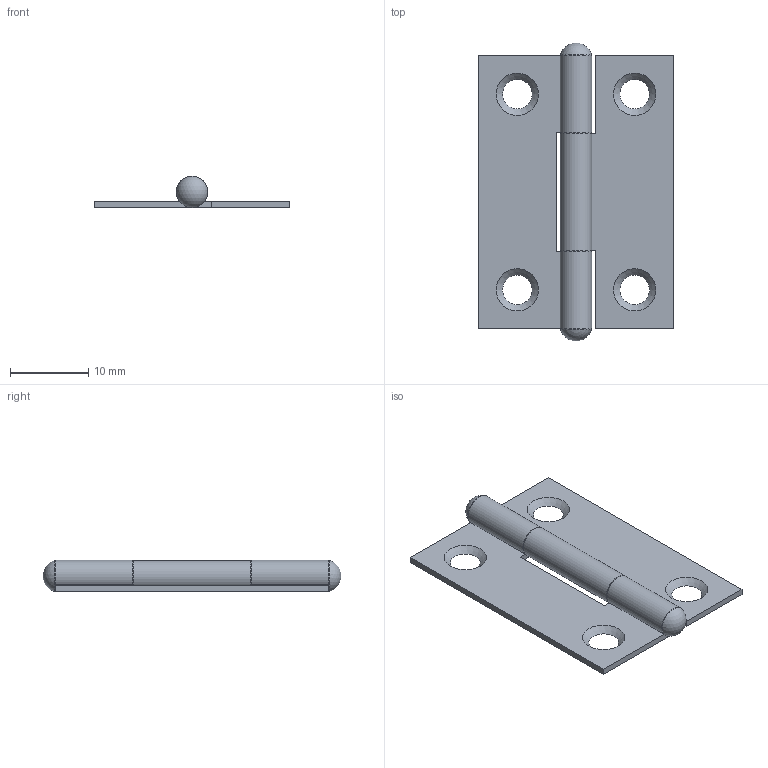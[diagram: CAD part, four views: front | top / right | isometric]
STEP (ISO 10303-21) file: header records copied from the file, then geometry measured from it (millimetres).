
FILE_DESCRIPTION (( 'STEP AP203' ), '1' );
FILE_NAME ('450-11.STEP', '2024-05-15T11:10:21', ( '' ), ( '' ), 'SwSTEP 2.0', 'SolidWorks 2018', '' );
FILE_SCHEMA (( 'CONFIG_CONTROL_DESIGN' ));
Length unit declared in the file: millimetre
Products named in the file (4): 450-11 Teil3_450-11 Teil3; 450-11 Teil2_450-11 Teil2; 450-11 Teil1_450-11 Teil1; 450-11
Assembly tree (3 placements, depth 2):
  450-11
    450-11 Teil1_450-11 Teil1
    450-11 Teil2_450-11 Teil2
    450-11 Teil3_450-11 Teil3
Bounding box: 25 x 38.07 x 4 mm (x, y, z)
Volume: 992.7 mm3; surface area: 2613.1 mm2
Topology: 3 solids, 3 shells, 208 faces, 549 edges, 368 vertices
Faces by surface type: plane 130, bspline 65, cylinder 7, cone 4, sphere 2
Full cylindrical faces by diameter (mm): 2.4 x1
Entity records: 10200 total; most frequent: CARTESIAN_POINT 5079, ORIENTED_EDGE 1080, DIRECTION 732, EDGE_CURVE 540, VECTOR 386, LINE 386, VERTEX_POINT 364, EDGE_LOOP 242
